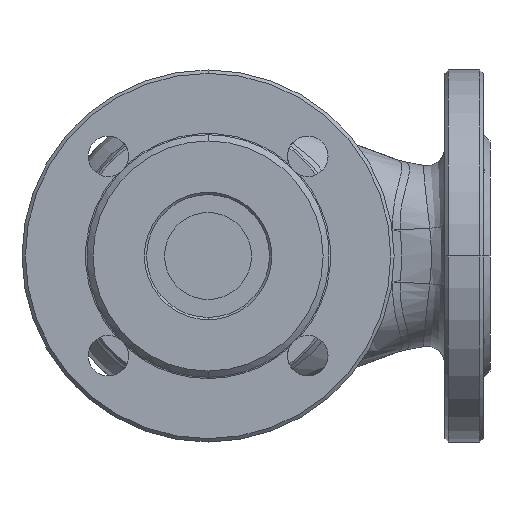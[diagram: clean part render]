
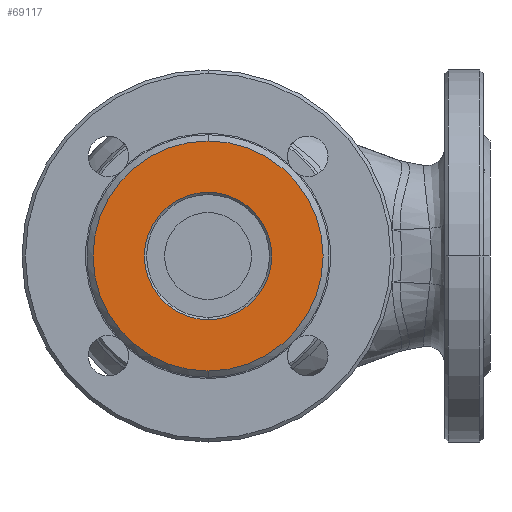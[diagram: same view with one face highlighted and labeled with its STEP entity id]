
A CAD part, front view. The second image highlights one B-rep face of the part: STEP entity #69117.
In plain terms, the highlighted planar face has unit normal (0, -1, 0).
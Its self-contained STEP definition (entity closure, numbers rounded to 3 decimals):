
#7347 = DIRECTION ( 'NONE',  ( 0., 1., 0. ) ) ;
#8335 = VERTEX_POINT ( 'NONE', #33537 ) ;
#9580 = CARTESIAN_POINT ( 'NONE',  ( 0., -89.5, 0. ) ) ;
#11692 = VERTEX_POINT ( 'NONE', #59571 ) ;
#15442 = DIRECTION ( 'NONE',  ( 0., 0., -1. ) ) ;
#15731 = AXIS2_PLACEMENT_3D ( 'NONE', #42123, #7347, #47996 ) ;
#16015 = EDGE_LOOP ( 'NONE', ( #74680, #48699 ) ) ;
#18657 = CIRCLE ( 'NONE', #51187, 51. ) ;
#19730 = CARTESIAN_POINT ( 'NONE',  ( 0., -89.5, -28.25 ) ) ;
#20409 = DIRECTION ( 'NONE',  ( 0., 1., 0. ) ) ;
#21251 = FACE_OUTER_BOUND ( 'NONE', #16015, .T. ) ;
#30391 = DIRECTION ( 'NONE',  ( 0., 1., 0. ) ) ;
#31893 = PLANE ( 'NONE',  #69751 ) ;
#32134 = DIRECTION ( 'NONE',  ( 0., 0., -1. ) ) ;
#32760 = EDGE_CURVE ( 'NONE', #11692, #57224, #63610, .T. ) ;
#33537 = CARTESIAN_POINT ( 'NONE',  ( 0., -89.5, -51. ) ) ;
#37341 = EDGE_CURVE ( 'NONE', #46124, #8335, #74327, .T. ) ;
#42123 = CARTESIAN_POINT ( 'NONE',  ( 0., -89.5, 0. ) ) ;
#46124 = VERTEX_POINT ( 'NONE', #56539 ) ;
#47996 = DIRECTION ( 'NONE',  ( 0., 0., -1. ) ) ;
#48699 = ORIENTED_EDGE ( 'NONE', *, *, #37341, .F. ) ;
#49414 = CARTESIAN_POINT ( 'NONE',  ( 0., -89.5, 0. ) ) ;
#49741 = ORIENTED_EDGE ( 'NONE', *, *, #32760, .T. ) ;
#50266 = DIRECTION ( 'NONE',  ( 0., 1., 0. ) ) ;
#51187 = AXIS2_PLACEMENT_3D ( 'NONE', #65214, #30391, #71097 ) ;
#52159 = FACE_BOUND ( 'NONE', #67756, .T. ) ;
#52816 = AXIS2_PLACEMENT_3D ( 'NONE', #55260, #20409, #61078 ) ;
#55260 = CARTESIAN_POINT ( 'NONE',  ( 0., -89.5, 0. ) ) ;
#56539 = CARTESIAN_POINT ( 'NONE',  ( 0., -89.5, 51. ) ) ;
#57224 = VERTEX_POINT ( 'NONE', #19730 ) ;
#59571 = CARTESIAN_POINT ( 'NONE',  ( 0., -89.5, 28.25 ) ) ;
#60382 = AXIS2_PLACEMENT_3D ( 'NONE', #9580, #50266, #15442 ) ;
#61078 = DIRECTION ( 'NONE',  ( 0., 0., -1. ) ) ;
#63610 = CIRCLE ( 'NONE', #60382, 28.25 ) ;
#65214 = CARTESIAN_POINT ( 'NONE',  ( 0., -89.5, 0. ) ) ;
#66933 = EDGE_CURVE ( 'NONE', #8335, #46124, #18657, .T. ) ;
#66969 = DIRECTION ( 'NONE',  ( 0., 1., 0. ) ) ;
#67326 = CIRCLE ( 'NONE', #52816, 28.25 ) ;
#67756 = EDGE_LOOP ( 'NONE', ( #49741, #74097 ) ) ;
#69117 = ADVANCED_FACE ( 'NONE', ( #52159, #21251 ), #31893, .F. ) ;
#69751 = AXIS2_PLACEMENT_3D ( 'NONE', #49414, #66969, #32134 ) ;
#71097 = DIRECTION ( 'NONE',  ( 0., 0., -1. ) ) ;
#72804 = EDGE_CURVE ( 'NONE', #57224, #11692, #67326, .T. ) ;
#74097 = ORIENTED_EDGE ( 'NONE', *, *, #72804, .T. ) ;
#74327 = CIRCLE ( 'NONE', #15731, 51. ) ;
#74680 = ORIENTED_EDGE ( 'NONE', *, *, #66933, .F. ) ;
